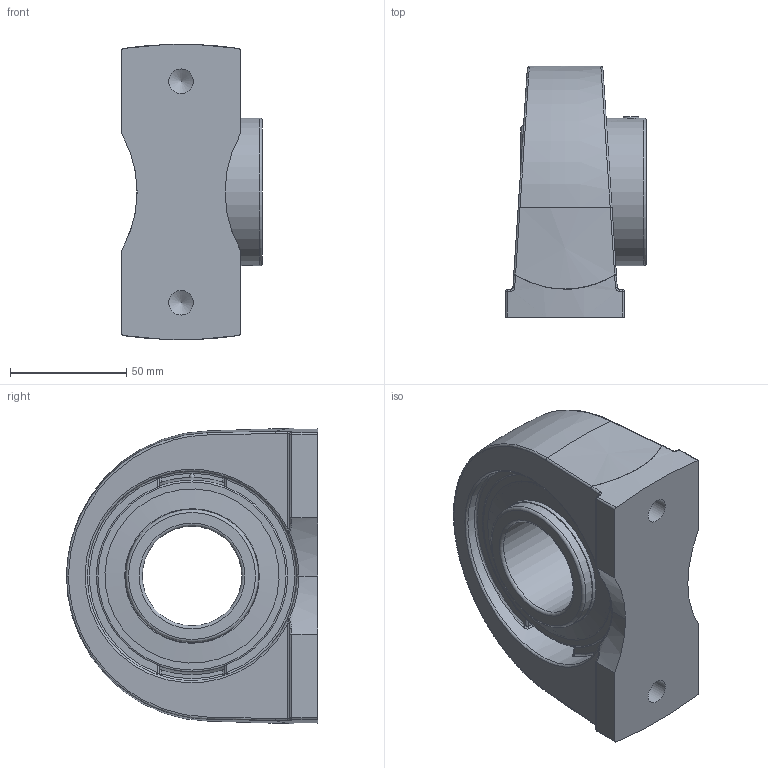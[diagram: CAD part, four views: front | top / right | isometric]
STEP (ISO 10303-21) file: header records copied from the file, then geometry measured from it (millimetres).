
FILE_DESCRIPTION(('HOOPS Exchange Step'),'2;1');
FILE_NAME('export-6CC1F976-431E-4EB0-9DCF-1B1A63E1B8F3.stp','2020-05-20T14:23:29-07:00',('dkerr'),('Alibre'),'HOOPS Exchange 2020.0','Alibre','Unknown authorisation');
FILE_SCHEMA( ('AP242_MANAGED_MODEL_BASED_3D_ENGINEERING_MIM_LF {1 0 10303 442 1 1 4 }') );
Length unit declared in the file: inch
Products named in the file (8): MRN SPAM 209 L4L; SNC 209 (Ball Bearing); SNC 209 (Shield); SNC 209 (Setscrew); SNC 209-27 (Collar); SNC 209-27 L4L (1.6875inch) (Race); MRN SNC 209-27 L4L (1.6875inch); MRN SNCSPAM 209-27 L4L (1.6875inch)
Assembly tree (8 placements, depth 3):
  MRN SNCSPAM 209-27 L4L (1.6875inch)
    MRN SPAM 209 L4L
    MRN SNC 209-27 L4L (1.6875inch)
      SNC 209 (Ball Bearing)
      SNC 209 (Shield)  x2
      SNC 209 (Setscrew)
      SNC 209-27 (Collar)
      SNC 209-27 L4L (1.6875inch) (Race)
Bounding box: 60.39 x 108 x 126.96 mm (x, y, z)
Volume: 342461 mm3; surface area: 93952.4 mm2
Topology: 16 solids, 16 shells, 193 faces, 494 edges, 306 vertices
Faces by surface type: cylinder 53, plane 42, bspline 32, sphere 26, torus 26, cone 14
Full cylindrical faces by diameter (mm): 6.782 x3, 10.592 x2, 42.862 x2, 50.292 x2, 57.15 x4, 57.912 x2, 63.5 x1, 71.381 x2, 74.93 x2, 90.104 x2, 95.22 x1
Entity records: 11198 total; most frequent: CARTESIAN_POINT 6640, DIRECTION 949, ORIENTED_EDGE 882, EDGE_CURVE 441, AXIS2_PLACEMENT_3D 421, VERTEX_POINT 292, CIRCLE 230, EDGE_LOOP 205
